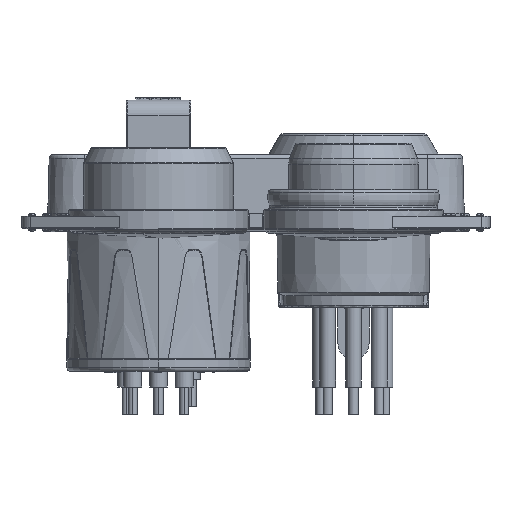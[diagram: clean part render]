
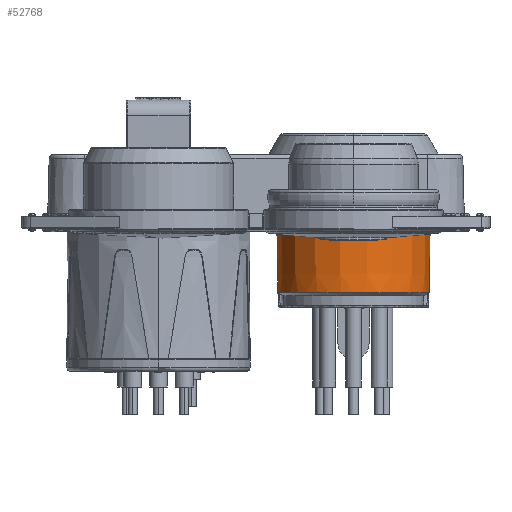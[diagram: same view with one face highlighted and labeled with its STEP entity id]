
A CAD part, front view. The second image highlights one B-rep face of the part: STEP entity #52768.
In plain terms, the highlighted conical face has half-angle 1 degrees and reference radius 9.794 mm.
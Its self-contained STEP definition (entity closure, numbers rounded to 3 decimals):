
#13042=CARTESIAN_POINT('',(41.667,60.6,-59.166));
#13043=DIRECTION('',(0.,0.,-1.));
#13044=DIRECTION('',(-0.901,-0.433,0.));
#13045=AXIS2_PLACEMENT_3D('',#13042,#13043,#13044);
#13068=CARTESIAN_POINT('',(41.667,60.6,-72.569));
#13069=DIRECTION('',(0.,0.,1.));
#13070=DIRECTION('',(0.997,-0.075,0.));
#13071=AXIS2_PLACEMENT_3D('',#13068,#13069,#13070);
#13090=CARTESIAN_POINT('',(51.284,59.778,
-72.472));
#13091=CARTESIAN_POINT('',(51.287,59.775,
-72.295));
#13092=CARTESIAN_POINT('',(51.293,59.769,
-71.942));
#13093=CARTESIAN_POINT('',(51.301,59.76,
-71.413));
#13094=CARTESIAN_POINT('',(51.307,59.754,
-71.06));
#13095=CARTESIAN_POINT('',(51.31,59.751,
-70.884));
#13097=CARTESIAN_POINT('',(32.024,59.751,
-70.884));
#13098=CARTESIAN_POINT('',(32.026,59.754,
-71.06));
#13099=CARTESIAN_POINT('',(32.032,59.76,
-71.413));
#13100=CARTESIAN_POINT('',(32.04,59.769,
-71.942));
#13101=CARTESIAN_POINT('',(32.046,59.775,
-72.295));
#13102=CARTESIAN_POINT('',(32.049,59.778,
-72.471));
#13104=DIRECTION('',(-0.017,0.,1.));
#13105=VECTOR('',#13104,13.307);
#13106=CARTESIAN_POINT('',(32.014,60.6,-72.471));
#13107=LINE('',#13106,#13105);
#13108=CARTESIAN_POINT('',(32.758,56.316,
-59.166));
#13109=CARTESIAN_POINT('',(32.752,56.316,
-58.832));
#13110=CARTESIAN_POINT('',(32.738,56.316,
-58.163));
#13111=CARTESIAN_POINT('',(32.72,56.316,
-57.16));
#13112=CARTESIAN_POINT('',(32.707,56.316,
-56.492));
#13113=CARTESIAN_POINT('',(32.7,56.316,
-56.157));
#13115=DIRECTION('',(-0.017,0.,-1.));
#13116=VECTOR('',#13115,16.415);
#13117=CARTESIAN_POINT('',(51.604,60.6,-56.157));
#13118=LINE('',#13117,#13116);
#13119=CARTESIAN_POINT('',(51.284,59.778,
-72.472));
#13120=CARTESIAN_POINT('',(51.284,59.778,
-72.49));
#13121=CARTESIAN_POINT('',(51.284,59.788,
-72.522));
#13122=CARTESIAN_POINT('',(51.287,59.827,
-72.56));
#13123=CARTESIAN_POINT('',(51.289,59.861,
-72.569));
#13124=CARTESIAN_POINT('',(51.291,59.88,
-72.569));
#13431=CARTESIAN_POINT('',(41.667,60.6,-72.471));
#13432=DIRECTION('',(0.,0.,1.));
#13433=DIRECTION('',(-1.,0.,0.));
#13434=AXIS2_PLACEMENT_3D('',#13431,#13432,#13433);
#13503=CARTESIAN_POINT('',(41.667,60.6,-70.884));
#13504=DIRECTION('',(0.,0.,1.));
#13505=DIRECTION('',(-0.996,-0.088,0.));
#13506=AXIS2_PLACEMENT_3D('',#13503,#13504,#13505);
#13508=CARTESIAN_POINT('',(41.667,60.6,-70.884));
#13509=DIRECTION('',(0.,0.,1.));
#13510=DIRECTION('',(0.,-1.,0.));
#13511=AXIS2_PLACEMENT_3D('',#13508,#13509,#13510);
#14214=CARTESIAN_POINT('',(41.667,60.6,-56.157));
#14215=DIRECTION('',(0.,0.,-1.));
#14216=DIRECTION('',(1.,0.,0.));
#14217=AXIS2_PLACEMENT_3D('',#14214,#14215,#14216);
#14219=CARTESIAN_POINT('',(41.667,60.6,-56.157));
#14220=DIRECTION('',(0.,0.,-1.));
#14221=DIRECTION('',(1.,-0.011,0.));
#14222=AXIS2_PLACEMENT_3D('',#14219,#14220,#14221);
#29042=CARTESIAN_POINT('',(51.291,59.88,
-72.569));
#29043=CARTESIAN_POINT('',(51.318,60.6,-72.569));
#29044=VERTEX_POINT('',#29042);
#29045=VERTEX_POINT('',#29043);
#29048=VERTEX_POINT('',#13119);
#29049=VERTEX_POINT('',#13095);
#29050=CARTESIAN_POINT('',(41.667,50.92,-70.884));
#29051=VERTEX_POINT('',#29050);
#29052=CARTESIAN_POINT('',(32.023,59.751,
-70.884));
#29053=VERTEX_POINT('',#29052);
#29054=VERTEX_POINT('',#13102);
#29055=CARTESIAN_POINT('',(32.014,60.6,-72.471));
#29056=VERTEX_POINT('',#29055);
#29057=CARTESIAN_POINT('',(31.782,60.6,-59.166));
#29058=VERTEX_POINT('',#29057);
#29059=CARTESIAN_POINT('',(32.758,56.316,-59.166));
#29060=VERTEX_POINT('',#29059);
#29061=VERTEX_POINT('',#13113);
#29062=CARTESIAN_POINT('',(51.604,60.488,
-56.157));
#29063=VERTEX_POINT('',#29062);
#29064=CARTESIAN_POINT('',(51.604,60.6,-56.157));
#29065=VERTEX_POINT('',#29064);
#52739=CARTESIAN_POINT('',(41.667,60.6,-64.363));
#52740=DIRECTION('',(0.,0.,1.));
#52741=DIRECTION('',(1.,0.,0.));
#52742=AXIS2_PLACEMENT_3D('',#52739,#52740,#52741);
#52743=CONICAL_SURFACE('',#52742,9.794,1.);
#52745=ORIENTED_EDGE('',*,*,#52744,.F.);
#52747=ORIENTED_EDGE('',*,*,#52746,.T.);
#52749=ORIENTED_EDGE('',*,*,#52748,.F.);
#52751=ORIENTED_EDGE('',*,*,#52750,.F.);
#52753=ORIENTED_EDGE('',*,*,#52752,.T.);
#52755=ORIENTED_EDGE('',*,*,#52754,.F.);
#52756=ORIENTED_EDGE('',*,*,#52701,.T.);
#52757=ORIENTED_EDGE('',*,*,#52682,.F.);
#52759=ORIENTED_EDGE('',*,*,#52758,.T.);
#52761=ORIENTED_EDGE('',*,*,#52760,.F.);
#52763=ORIENTED_EDGE('',*,*,#52762,.F.);
#52764=ORIENTED_EDGE('',*,*,#52694,.T.);
#52765=ORIENTED_EDGE('',*,*,#52725,.F.);
#52766=EDGE_LOOP('',(#52745,#52747,#52749,#52751,#52753,#52755,#52756,#52757,
#52759,#52761,#52763,#52764,#52765));
#52767=FACE_OUTER_BOUND('',#52766,.F.);
#52768=ADVANCED_FACE('',(#52767),#52743,.T.);
#13046=CIRCLE('',#13045,9.885);
#13072=CIRCLE('',#13071,9.651);
#13096=B_SPLINE_CURVE_WITH_KNOTS('',3,(#13090,#13091,#13092,#13093,#13094,
#13095),.UNSPECIFIED.,.F.,.F.,(4,1,1,4),(0.,0.333,
0.667,1.),.UNSPECIFIED.);
#13103=B_SPLINE_CURVE_WITH_KNOTS('',3,(#13097,#13098,#13099,#13100,#13101,
#13102),.UNSPECIFIED.,.F.,.F.,(4,1,1,4),(0.,0.333,
0.667,1.),.UNSPECIFIED.);
#13114=B_SPLINE_CURVE_WITH_KNOTS('',3,(#13108,#13109,#13110,#13111,#13112,
#13113),.UNSPECIFIED.,.F.,.F.,(4,1,1,4),(0.,0.333,
0.667,1.),.UNSPECIFIED.);
#13125=B_SPLINE_CURVE_WITH_KNOTS('',3,(#13119,#13120,#13121,#13122,#13123,
#13124),.UNSPECIFIED.,.F.,.F.,(4,1,1,4),(0.,0.333,
0.667,1.),.UNSPECIFIED.);
#13435=CIRCLE('',#13434,9.653);
#13507=CIRCLE('',#13506,9.68);
#13512=CIRCLE('',#13511,9.68);
#14218=CIRCLE('',#14217,9.938);
#14223=CIRCLE('',#14222,9.938);
#52682=EDGE_CURVE('',#29060,#29058,#13046,.T.);
#52694=EDGE_CURVE('',#29065,#29045,#13118,.T.);
#52701=EDGE_CURVE('',#29056,#29058,#13107,.T.);
#52725=EDGE_CURVE('',#29044,#29045,#13072,.T.);
#52744=EDGE_CURVE('',#29048,#29044,#13125,.T.);
#52746=EDGE_CURVE('',#29048,#29049,#13096,.T.);
#52748=EDGE_CURVE('',#29051,#29049,#13512,.T.);
#52750=EDGE_CURVE('',#29053,#29051,#13507,.T.);
#52752=EDGE_CURVE('',#29053,#29054,#13103,.T.);
#52754=EDGE_CURVE('',#29056,#29054,#13435,.T.);
#52758=EDGE_CURVE('',#29060,#29061,#13114,.T.);
#52760=EDGE_CURVE('',#29063,#29061,#14223,.T.);
#52762=EDGE_CURVE('',#29065,#29063,#14218,.T.);
